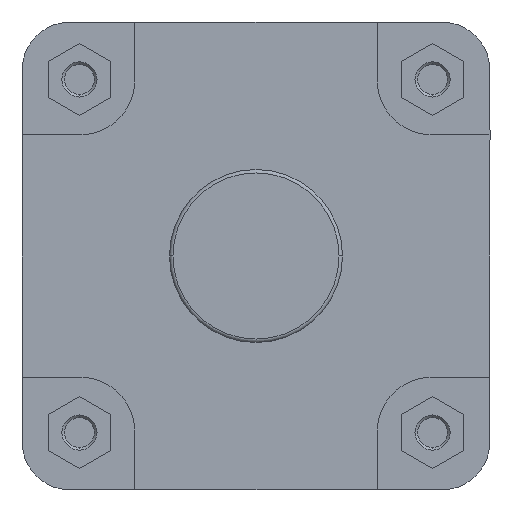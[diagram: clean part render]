
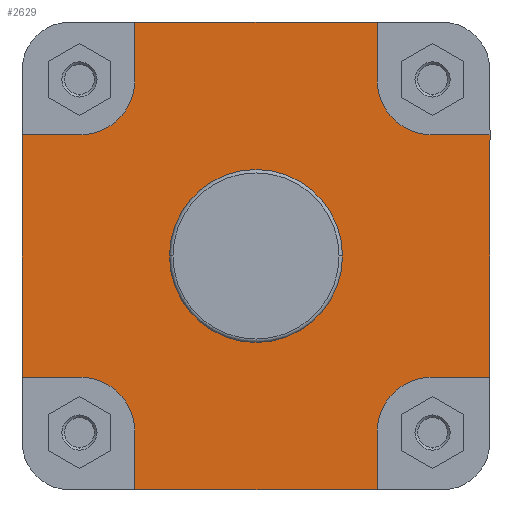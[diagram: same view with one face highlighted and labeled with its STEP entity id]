
A CAD part, left-side view. The second image highlights one B-rep face of the part: STEP entity #2629.
In plain terms, the highlighted planar face has unit normal (-1, 0, 0).
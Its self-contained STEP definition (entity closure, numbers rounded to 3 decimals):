
#106 = CARTESIAN_POINT ( 'NONE',  ( 14., -135., -70. ) ) ;
#107 = CARTESIAN_POINT ( 'NONE',  ( 14., -135., 70. ) ) ;
#108 = CARTESIAN_POINT ( 'NONE',  ( 14., -101., 70. ) ) ;
#109 = CARTESIAN_POINT ( 'NONE',  ( 14., -70., 101. ) ) ;
#110 = CARTESIAN_POINT ( 'NONE',  ( 14., -70., 135. ) ) ;
#111 = CARTESIAN_POINT ( 'NONE',  ( 14., 70., 135. ) ) ;
#112 = CARTESIAN_POINT ( 'NONE',  ( 14., 70., 101. ) ) ;
#113 = CARTESIAN_POINT ( 'NONE',  ( 14., 101., -70. ) ) ;
#114 = CARTESIAN_POINT ( 'NONE',  ( 14., 70., -135. ) ) ;
#130 = CARTESIAN_POINT ( 'NONE',  ( 14., -70., -135. ) ) ;
#133 = CARTESIAN_POINT ( 'NONE',  ( 14., -101., -70. ) ) ;
#173 = CARTESIAN_POINT ( 'NONE',  ( 14., -70., -101. ) ) ;
#174 = CARTESIAN_POINT ( 'NONE',  ( 14., 49.9, 0. ) ) ;
#225 = CARTESIAN_POINT ( 'NONE',  ( 14., 101., 70. ) ) ;
#227 = CARTESIAN_POINT ( 'NONE',  ( 14., 135., 70. ) ) ;
#228 = CARTESIAN_POINT ( 'NONE',  ( 14., 135., -70. ) ) ;
#232 = CARTESIAN_POINT ( 'NONE',  ( 14., -49.9, 0. ) ) ;
#340 = VERTEX_POINT ( 'NONE', #174 ) ;
#343 = VERTEX_POINT ( 'NONE', #232 ) ;
#456 = VERTEX_POINT ( 'NONE', #225 ) ;
#457 = VERTEX_POINT ( 'NONE', #227 ) ;
#458 = VERTEX_POINT ( 'NONE', #228 ) ;
#465 = VERTEX_POINT ( 'NONE', #106 ) ;
#466 = VERTEX_POINT ( 'NONE', #107 ) ;
#467 = VERTEX_POINT ( 'NONE', #108 ) ;
#468 = VERTEX_POINT ( 'NONE', #109 ) ;
#469 = VERTEX_POINT ( 'NONE', #110 ) ;
#470 = VERTEX_POINT ( 'NONE', #111 ) ;
#471 = VERTEX_POINT ( 'NONE', #112 ) ;
#472 = VERTEX_POINT ( 'NONE', #113 ) ;
#473 = VERTEX_POINT ( 'NONE', #114 ) ;
#474 = VERTEX_POINT ( 'NONE', #130 ) ;
#475 = VERTEX_POINT ( 'NONE', #173 ) ;
#476 = VERTEX_POINT ( 'NONE', #133 ) ;
#479 = VERTEX_POINT ( 'NONE', #593 ) ;
#593 = CARTESIAN_POINT ( 'NONE',  ( 14., 70., -101. ) ) ;
#1038 = EDGE_LOOP ( 'NONE', ( #1134, #1135 ) ) ;
#1089 = EDGE_LOOP ( 'NONE', ( #1136, #1137, #1138, #1139, #1140, #1141, #1142, #1143, #1144, #1145, #1146, #1147, #1148, #1149, #1150, #1151 ) ) ;
#1134 = ORIENTED_EDGE ( 'NONE', *, *, #6471, .F. ) ;
#1135 = ORIENTED_EDGE ( 'NONE', *, *, #6447, .F. ) ;
#1136 = ORIENTED_EDGE ( 'NONE', *, *, #6486, .F. ) ;
#1137 = ORIENTED_EDGE ( 'NONE', *, *, #6464, .F. ) ;
#1138 = ORIENTED_EDGE ( 'NONE', *, *, #6365, .T. ) ;
#1139 = ORIENTED_EDGE ( 'NONE', *, *, #6445, .F. ) ;
#1140 = ORIENTED_EDGE ( 'NONE', *, *, #6364, .F. ) ;
#1141 = ORIENTED_EDGE ( 'NONE', *, *, #6422, .F. ) ;
#1142 = ORIENTED_EDGE ( 'NONE', *, *, #6482, .T. ) ;
#1143 = ORIENTED_EDGE ( 'NONE', *, *, #6376, .F. ) ;
#1144 = ORIENTED_EDGE ( 'NONE', *, *, #6390, .F. ) ;
#1145 = ORIENTED_EDGE ( 'NONE', *, *, #6347, .F. ) ;
#1146 = ORIENTED_EDGE ( 'NONE', *, *, #6368, .F. ) ;
#1147 = ORIENTED_EDGE ( 'NONE', *, *, #6369, .F. ) ;
#1148 = ORIENTED_EDGE ( 'NONE', *, *, #6389, .F. ) ;
#1149 = ORIENTED_EDGE ( 'NONE', *, *, #6387, .F. ) ;
#1150 = ORIENTED_EDGE ( 'NONE', *, *, #6375, .F. ) ;
#1151 = ORIENTED_EDGE ( 'NONE', *, *, #6374, .F. ) ;
#1957 = FACE_BOUND ( 'NONE', #1038, .T. ) ;
#1960 = FACE_OUTER_BOUND ( 'NONE', #1089, .T. ) ;
#2152 = LINE ( 'NONE', #3891, #2155 ) ;
#2155 = VECTOR ( 'NONE', #3893, 1000. ) ;
#2179 = VECTOR ( 'NONE', #3935, 1000. ) ;
#2185 = LINE ( 'NONE', #3929, #2179 ) ;
#2186 = CIRCLE ( 'NONE', #7169, 31. ) ;
#2187 = LINE ( 'NONE', #3941, #2193 ) ;
#2188 = LINE ( 'NONE', #3939, #2191 ) ;
#2191 = VECTOR ( 'NONE', #3942, 1000. ) ;
#2193 = VECTOR ( 'NONE', #3944, 1000. ) ;
#2197 = LINE ( 'NONE', #3955, #2203 ) ;
#2198 = LINE ( 'NONE', #3953, #2201 ) ;
#2201 = VECTOR ( 'NONE', #3956, 1000. ) ;
#2203 = VECTOR ( 'NONE', #3958, 1000. ) ;
#2205 = LINE ( 'NONE', #3959, #2206 ) ;
#2206 = VECTOR ( 'NONE', #3960, 1000. ) ;
#2211 = VECTOR ( 'NONE', #3989, 1000. ) ;
#2222 = LINE ( 'NONE', #3983, #2211 ) ;
#2227 = CIRCLE ( 'NONE', #7180, 31. ) ;
#2229 = CIRCLE ( 'NONE', #7182, 31. ) ;
#2278 = LINE ( 'NONE', #4060, #2280 ) ;
#2280 = VECTOR ( 'NONE', #4071, 1000. ) ;
#2311 = LINE ( 'NONE', #4124, #2318 ) ;
#2318 = VECTOR ( 'NONE', #4128, 1000. ) ;
#2324 = CIRCLE ( 'NONE', #7205, 49.9 ) ;
#2629 = ADVANCED_FACE ( 'NONE', ( #1957, #1960 ), #3560, .F. ) ;
#3559 = CARTESIAN_POINT ( 'NONE',  ( 14., 49.9, 0. ) ) ;
#3560 = PLANE ( 'NONE',  #7089 ) ;
#3561 = DIRECTION ( 'NONE',  ( 1., 0., 0. ) ) ;
#3562 = DIRECTION ( 'NONE',  ( 0., 1., 0. ) ) ;
#3891 = CARTESIAN_POINT ( 'NONE',  ( 14., -70., 135. ) ) ;
#3893 = DIRECTION ( 'NONE',  ( 0., 0., -1. ) ) ;
#3929 = CARTESIAN_POINT ( 'NONE',  ( 14., -297.141, -135. ) ) ;
#3931 = CARTESIAN_POINT ( 'NONE',  ( 14., -101., -101. ) ) ;
#3932 = DIRECTION ( 'NONE',  ( -1., 0., 0. ) ) ;
#3933 = DIRECTION ( 'NONE',  ( 0., 0., -1. ) ) ;
#3935 = DIRECTION ( 'NONE',  ( 0., -1., 0. ) ) ;
#3939 = CARTESIAN_POINT ( 'NONE',  ( 14., -297.141, 135. ) ) ;
#3941 = CARTESIAN_POINT ( 'NONE',  ( 14., 70., 101. ) ) ;
#3942 = DIRECTION ( 'NONE',  ( 0., -1., 0. ) ) ;
#3944 = DIRECTION ( 'NONE',  ( 0., 0., 1. ) ) ;
#3953 = CARTESIAN_POINT ( 'NONE',  ( 14., 101., -70. ) ) ;
#3955 = CARTESIAN_POINT ( 'NONE',  ( 14., 135., 0. ) ) ;
#3956 = DIRECTION ( 'NONE',  ( 0., 1., 0. ) ) ;
#3958 = DIRECTION ( 'NONE',  ( 0., 0., 1. ) ) ;
#3959 = CARTESIAN_POINT ( 'NONE',  ( 14., -101., 70. ) ) ;
#3960 = DIRECTION ( 'NONE',  ( 0., -1., 0. ) ) ;
#3983 = CARTESIAN_POINT ( 'NONE',  ( 14., 135., 70. ) ) ;
#3988 = CARTESIAN_POINT ( 'NONE',  ( 14., 101., 101. ) ) ;
#3989 = DIRECTION ( 'NONE',  ( 0., -1., 0. ) ) ;
#3993 = DIRECTION ( 'NONE',  ( -1., 0., 0. ) ) ;
#3994 = DIRECTION ( 'NONE',  ( 0., 0., 1. ) ) ;
#3995 = CARTESIAN_POINT ( 'NONE',  ( 14., -101., 101. ) ) ;
#3996 = DIRECTION ( 'NONE',  ( -1., 0., 0. ) ) ;
#3997 = DIRECTION ( 'NONE',  ( 0., -1., 0. ) ) ;
#4060 = CARTESIAN_POINT ( 'NONE',  ( 14., -135., -70. ) ) ;
#4071 = DIRECTION ( 'NONE',  ( 0., 1., 0. ) ) ;
#4124 = CARTESIAN_POINT ( 'NONE',  ( 14., -70., -101. ) ) ;
#4127 = CARTESIAN_POINT ( 'NONE',  ( 14., 0., 0. ) ) ;
#4128 = DIRECTION ( 'NONE',  ( 0., 0., -1. ) ) ;
#4132 = DIRECTION ( 'NONE',  ( -1., 0., 0. ) ) ;
#4133 = DIRECTION ( 'NONE',  ( 0., -1., 0. ) ) ;
#4174 = CARTESIAN_POINT ( 'NONE',  ( 14., 70., -135. ) ) ;
#4175 = DIRECTION ( 'NONE',  ( 0., 0., 1. ) ) ;
#4184 = CARTESIAN_POINT ( 'NONE',  ( 14., 0., 0. ) ) ;
#4188 = DIRECTION ( 'NONE',  ( -1., 0., 0. ) ) ;
#4189 = DIRECTION ( 'NONE',  ( 0., -1., 0. ) ) ;
#4214 = CARTESIAN_POINT ( 'NONE',  ( 14., -135., 0. ) ) ;
#4215 = DIRECTION ( 'NONE',  ( 0., 0., 1. ) ) ;
#4222 = CARTESIAN_POINT ( 'NONE',  ( 14., 101., -101. ) ) ;
#4224 = DIRECTION ( 'NONE',  ( -1., 0., 0. ) ) ;
#4225 = DIRECTION ( 'NONE',  ( 0., 1., 0. ) ) ;
#5215 = LINE ( 'NONE', #4174, #5221 ) ;
#5221 = VECTOR ( 'NONE', #4175, 1000. ) ;
#5236 = CIRCLE ( 'NONE', #7208, 49.9 ) ;
#5250 = LINE ( 'NONE', #4214, #5251 ) ;
#5251 = VECTOR ( 'NONE', #4215, 1000. ) ;
#5259 = CIRCLE ( 'NONE', #6046, 31. ) ;
#6046 = AXIS2_PLACEMENT_3D ( 'NONE', #4222, #4224, #4225 ) ;
#6347 = EDGE_CURVE ( 'NONE', #469, #468, #2152, .T. ) ;
#6364 = EDGE_CURVE ( 'NONE', #476, #475, #2186, .T. ) ;
#6365 = EDGE_CURVE ( 'NONE', #473, #474, #2185, .T. ) ;
#6368 = EDGE_CURVE ( 'NONE', #470, #469, #2188, .T. ) ;
#6369 = EDGE_CURVE ( 'NONE', #471, #470, #2187, .T. ) ;
#6374 = EDGE_CURVE ( 'NONE', #472, #458, #2198, .T. ) ;
#6375 = EDGE_CURVE ( 'NONE', #458, #457, #2197, .T. ) ;
#6376 = EDGE_CURVE ( 'NONE', #467, #466, #2205, .T. ) ;
#6387 = EDGE_CURVE ( 'NONE', #457, #456, #2222, .T. ) ;
#6389 = EDGE_CURVE ( 'NONE', #456, #471, #2227, .T. ) ;
#6390 = EDGE_CURVE ( 'NONE', #468, #467, #2229, .T. ) ;
#6422 = EDGE_CURVE ( 'NONE', #465, #476, #2278, .T. ) ;
#6445 = EDGE_CURVE ( 'NONE', #475, #474, #2311, .T. ) ;
#6447 = EDGE_CURVE ( 'NONE', #340, #343, #2324, .T. ) ;
#6464 = EDGE_CURVE ( 'NONE', #473, #479, #5215, .T. ) ;
#6471 = EDGE_CURVE ( 'NONE', #343, #340, #5236, .T. ) ;
#6482 = EDGE_CURVE ( 'NONE', #465, #466, #5250, .T. ) ;
#6486 = EDGE_CURVE ( 'NONE', #479, #472, #5259, .T. ) ;
#7089 = AXIS2_PLACEMENT_3D ( 'NONE', #3559, #3561, #3562 ) ;
#7169 = AXIS2_PLACEMENT_3D ( 'NONE', #3931, #3932, #3933 ) ;
#7180 = AXIS2_PLACEMENT_3D ( 'NONE', #3988, #3993, #3994 ) ;
#7182 = AXIS2_PLACEMENT_3D ( 'NONE', #3995, #3996, #3997 ) ;
#7205 = AXIS2_PLACEMENT_3D ( 'NONE', #4127, #4132, #4133 ) ;
#7208 = AXIS2_PLACEMENT_3D ( 'NONE', #4184, #4188, #4189 ) ;
